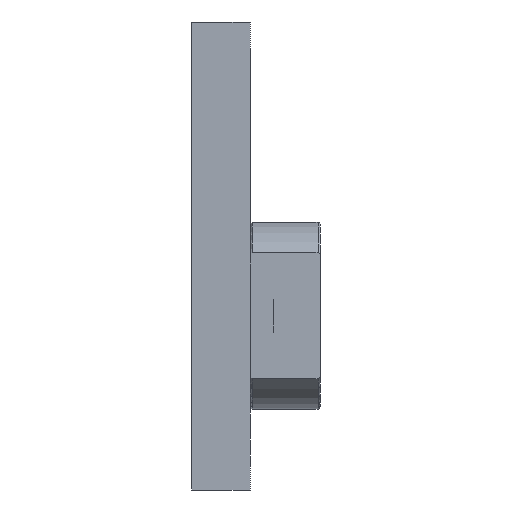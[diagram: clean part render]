
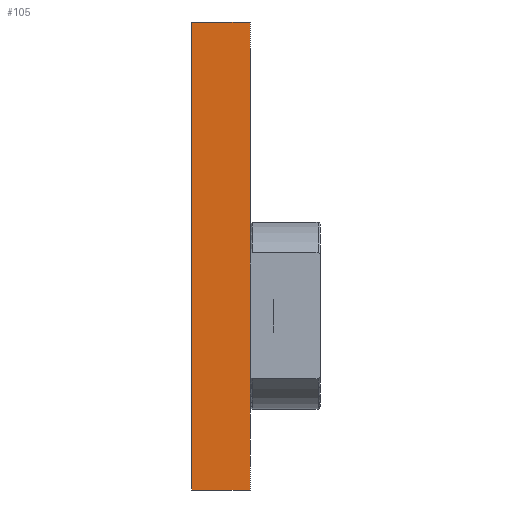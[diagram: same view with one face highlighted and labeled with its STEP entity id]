
A CAD part, left-side view. The second image highlights one B-rep face of the part: STEP entity #105.
In plain terms, the highlighted planar face has unit normal (-1, 0, 0).
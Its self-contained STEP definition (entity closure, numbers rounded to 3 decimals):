
#105=ADVANCED_FACE('',(#291),#292,.T.);
#291=FACE_OUTER_BOUND('',#582,.T.);
#292=PLANE('',#583);
#582=EDGE_LOOP('',(#1063,#1064,#1065,#1066));
#583=AXIS2_PLACEMENT_3D('',#1067,#1068,#1069);
#1063=ORIENTED_EDGE('',*,*,#1915,.T.);
#1064=ORIENTED_EDGE('',*,*,#1959,.F.);
#1065=ORIENTED_EDGE('',*,*,#1933,.F.);
#1066=ORIENTED_EDGE('',*,*,#1958,.T.);
#1067=CARTESIAN_POINT('',(-128.4,0.0,20.));
#1068=DIRECTION('',(-1.0,0.0,0.0));
#1069=DIRECTION('',(0.0,0.0,1.0));
#1915=EDGE_CURVE('',#2304,#2302,#2305,.T.);
#1933=EDGE_CURVE('',#2333,#2328,#2335,.T.);
#1958=EDGE_CURVE('',#2333,#2304,#2368,.T.);
#1959=EDGE_CURVE('',#2328,#2302,#2369,.T.);
#2302=VERTEX_POINT('',#2899);
#2304=VERTEX_POINT('',#2902);
#2305=LINE('',#2903,#2904);
#2328=VERTEX_POINT('',#2932);
#2333=VERTEX_POINT('',#2939);
#2335=LINE('',#2942,#2943);
#2368=LINE('',#2990,#2991);
#2369=LINE('',#2992,#2993);
#2899=CARTESIAN_POINT('',(-128.4,2.5,0.));
#2902=CARTESIAN_POINT('',(-128.4,2.5,20.));
#2903=CARTESIAN_POINT('',(-128.4,2.5,20.));
#2904=VECTOR('',#4393,20.0);
#2932=CARTESIAN_POINT('',(-128.4,0.0,0.));
#2939=CARTESIAN_POINT('',(-128.4,0.0,20.));
#2942=CARTESIAN_POINT('',(-128.4,0.0,20.));
#2943=VECTOR('',#4429,20.0);
#2990=CARTESIAN_POINT('',(-128.4,0.0,20.));
#2991=VECTOR('',#4474,2.5);
#2992=CARTESIAN_POINT('',(-128.4,0.0,0.));
#2993=VECTOR('',#4475,2.5);
#4393=DIRECTION('',(0.0,0.0,-1.0));
#4429=DIRECTION('',(0.0,0.0,-1.0));
#4474=DIRECTION('',(0.0,1.0,0.0));
#4475=DIRECTION('',(0.0,1.0,0.0));
